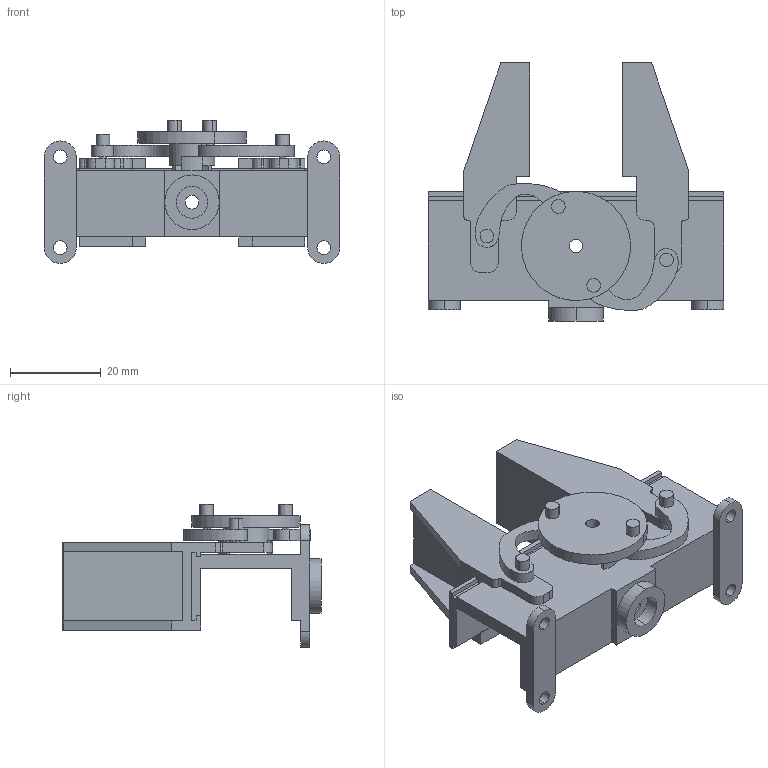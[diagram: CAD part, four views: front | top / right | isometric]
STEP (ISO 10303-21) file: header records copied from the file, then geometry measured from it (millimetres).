
FILE_DESCRIPTION (( 'STEP AP214' ), '1' );
FILE_NAME ('Greep.STEP', '2019-04-01T06:33:46', ( 'MariaConsuegra' ), ( '' ), 'SwSTEP 2.0', 'SolidWorks 2015', '' );
FILE_SCHEMA (( 'AUTOMOTIVE_DESIGN' ));
Length unit declared in the file: millimetre
Products named in the file (6): acople_servo_greep; Late_izq_greep; Late_der_greep; base_central_greep; Greep; mecanismo_greep
Assembly tree (6 placements, depth 2):
  Greep
    base_central_greep
    Late_der_greep
    Late_izq_greep
    acople_servo_greep
    mecanismo_greep  x2
Bounding box: 65 x 56.8 x 31.5 mm (x, y, z)
Volume: 18305.2 mm3; surface area: 16100.2 mm2
Topology: 6 solids, 6 shells, 197 faces, 495 edges, 328 vertices
Faces by surface type: plane 117, cylinder 76, bspline 4
Entity records: 5935 total; most frequent: CARTESIAN_POINT 1054, DIRECTION 991, ORIENTED_EDGE 942, EDGE_CURVE 471, AXIS2_PLACEMENT_3D 333, LINE 325, VECTOR 325, VERTEX_POINT 312
